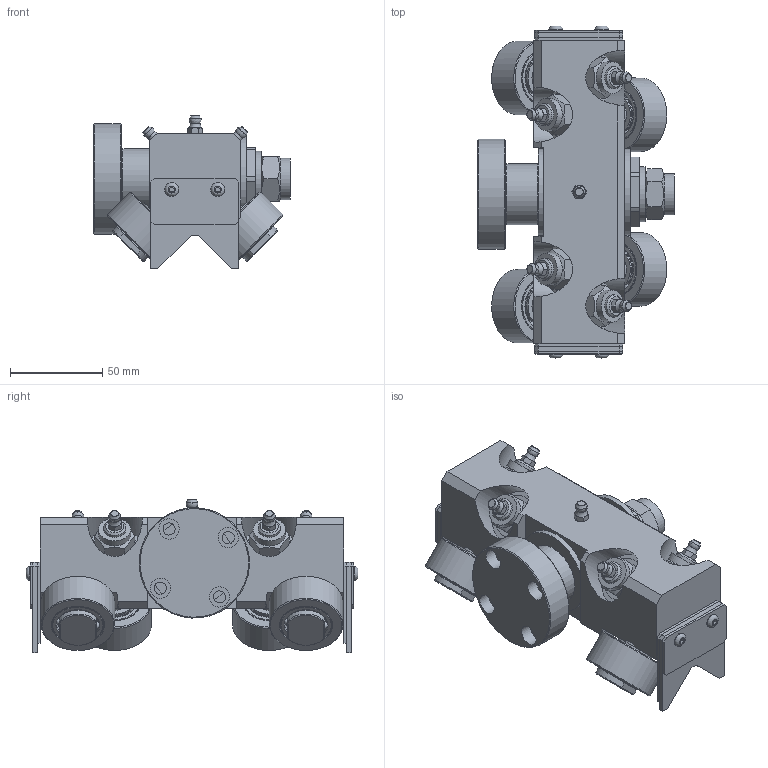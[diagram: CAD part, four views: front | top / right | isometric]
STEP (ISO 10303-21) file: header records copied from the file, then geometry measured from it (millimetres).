
FILE_DESCRIPTION(/* description */ ('OSCILL. ECC. MONORAIL PLUS 120 OP'),/* implementation_level */ '2;1');
FILE_NAME(/* name */ 'GAGXX0000007.stp',/* time_stamp */ '2022-07-29T11:48:02+02:00',/* author */ ('tecnico3.vi'),/* organization */ (''),/* preprocessor_version */ 'ST-DEVELOPER v18.1',/* originating_system */ 'Autodesk Inventor 2022',/* authorisation */ '');
FILE_SCHEMA (('AUTOMOTIVE_DESIGN { 1 0 10303 214 3 1 1 }'));
Length unit declared in the file: millimetre
Products named in the file (20): GAGXX0000007; DBLXX0000682; GRUGD0000136; DPERO0000119; DRUGD0000034; CCUSE0000044; CRORA0000082; CROPI0000067; CDDDE0000092; DBOXX0000172; DBOXX0000157; DPEXX0000346; DROXX0000077; CROPI0000068; CDDDE0000093; 25.960.00; DGURA0000023; DLADX0001919; DLADX0001920; DM80VI0260-0
Assembly tree (31 placements, depth 3):
  GAGXX0000007
    DBLXX0000682
    GRUGD0000136  x4
      DPERO0000119
      DRUGD0000034
      CCUSE0000044
      CRORA0000082
      CROPI0000067
      25.960.00
      CDDDE0000092
      DBOXX0000172
    DBOXX0000157
    DPEXX0000346
    DROXX0000077  x2
    CROPI0000068
    CDDDE0000093
    25.960.00
    DGURA0000023  x2
    DLADX0001919  x2
    DLADX0001920  x2
    DM80VI0260-0  x4
Bounding box: 107 x 180.4 x 83.3 mm (x, y, z)
Volume: 536427 mm3; surface area: 190104.5 mm2
Topology: 54 solids, 54 shells, 1097 faces, 3184 edges, 2079 vertices
Faces by surface type: plane 397, cylinder 235, torus 196, cone 186, sphere 77, bspline 6
Full cylindrical faces by diameter (mm): 2.5 x8, 3 x13, 3.242 x4, 4 x4, 4.5 x4, 4.917 x5, 6 x5, 6.6 x4, 7.6 x4, 10.647 x4, 11 x4, 12 x4, 13 x4, 14.376 x1, 15 x28, 16 x1, 17 x1, 17.4 x4, 19.16 x16, 20 x4, 21 x4, 22.5 x1, 23 x4, 23.84 x16, 24 x6, 28 x16, 30 x12, 33 x1, 40 x4, 47 x2
Entity records: 13656 total; most frequent: CARTESIAN_POINT 3957, DIRECTION 1923, ORIENTED_EDGE 1844, EDGE_CURVE 922, AXIS2_PLACEMENT_3D 776, VERTEX_POINT 618, EDGE_LOOP 446, LINE 371
